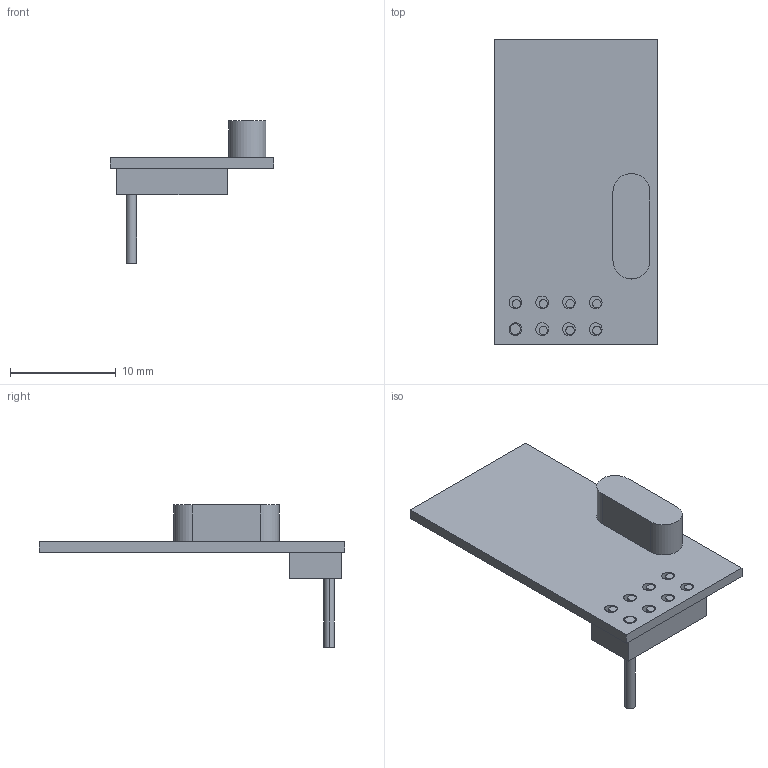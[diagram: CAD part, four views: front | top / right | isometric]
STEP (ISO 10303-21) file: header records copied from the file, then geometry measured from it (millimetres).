
FILE_DESCRIPTION(('CATIA V5 STEP Exchange'),'2;1');
FILE_NAME('nRF24L01.stp','2014-09-04T20:17:21+00:00',('none'),('none'),'CATIA Version 5 Release 19 GA (IN-10)','CATIA V5 STEP AP203','none');
FILE_SCHEMA(('CONFIG_CONTROL_DESIGN'));
Length unit declared in the file: millimetre
Products named in the file (1): nRF24L01
Bounding box: 15.5 x 29 x 13.5 mm (x, y, z)
Volume: 694.4 mm3; surface area: 1220.8 mm2
Topology: 1 solids, 1 shells, 67 faces, 138 edges, 92 vertices
Faces by surface type: cylinder 36, plane 31
Entity records: 1604 total; most frequent: ORIENTED_EDGE 276, CARTESIAN_POINT 264, DIRECTION 204, EDGE_CURVE 138, AXIS2_PLACEMENT_3D 106, VERTEX_POINT 92, EDGE_LOOP 86, CIRCLE 72
